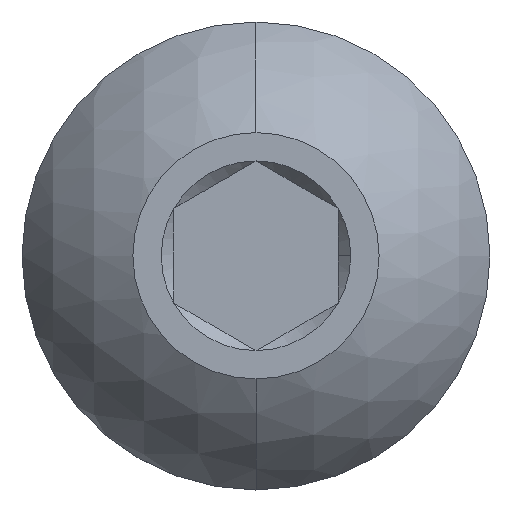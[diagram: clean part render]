
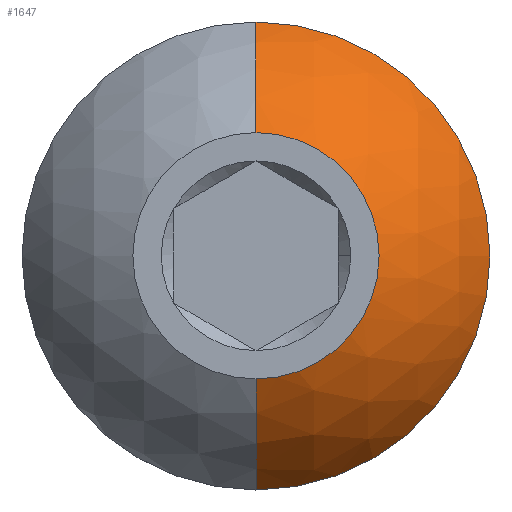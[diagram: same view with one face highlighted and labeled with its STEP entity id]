
A CAD part, top view. The second image highlights one B-rep face of the part: STEP entity #1647.
In plain terms, the highlighted spherical face has radius 3.172 mm.
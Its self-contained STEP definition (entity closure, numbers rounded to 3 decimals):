
#84 = VERTEX_POINT ( 'NONE', #5766 ) ;
#346 = ORIENTED_EDGE ( 'NONE', *, *, #1221, .T. ) ;
#377 = VERTEX_POINT ( 'NONE', #969 ) ;
#493 = AXIS2_PLACEMENT_3D ( 'NONE', #1438, #6511, #4473 ) ;
#533 = CARTESIAN_POINT ( 'NONE',  ( 0., -2.85, -1.403 ) ) ;
#718 = EDGE_CURVE ( 'NONE', #2930, #84, #5517, .T. ) ;
#733 = EDGE_CURVE ( 'NONE', #6128, #2930, #4154, .T. ) ;
#969 = CARTESIAN_POINT ( 'NONE',  ( 0., 1.5, 0. ) ) ;
#1058 = CIRCLE ( 'NONE', #3170, 1.5 ) ;
#1059 = CARTESIAN_POINT ( 'NONE',  ( 0., 0., 0. ) ) ;
#1221 = EDGE_CURVE ( 'NONE', #84, #377, #3495, .T. ) ;
#1438 = CARTESIAN_POINT ( 'NONE',  ( 0., 0., -2.795 ) ) ;
#1643 = ORIENTED_EDGE ( 'NONE', *, *, #1896, .F. ) ;
#1647 = ADVANCED_FACE ( 'NONE', ( #2195 ), #5176, .T. ) ;
#1796 = CARTESIAN_POINT ( 'NONE',  ( 0., 0., -1.403 ) ) ;
#1896 = EDGE_CURVE ( 'NONE', #6128, #4984, #3904, .T. ) ;
#2195 = FACE_OUTER_BOUND ( 'NONE', #4571, .T. ) ;
#2485 = DIRECTION ( 'NONE',  ( 1., 0., 0. ) ) ;
#2546 = CARTESIAN_POINT ( 'NONE',  ( 0., 0., -2.795 ) ) ;
#2579 = AXIS2_PLACEMENT_3D ( 'NONE', #3840, #5869, #5935 ) ;
#2699 = ORIENTED_EDGE ( 'NONE', *, *, #733, .T. ) ;
#2822 = DIRECTION ( 'NONE',  ( 0., 0., 1. ) ) ;
#2930 = VERTEX_POINT ( 'NONE', #5679 ) ;
#2972 = DIRECTION ( 'NONE',  ( 0., -1., 0. ) ) ;
#3170 = AXIS2_PLACEMENT_3D ( 'NONE', #1059, #6620, #5133 ) ;
#3495 = CIRCLE ( 'NONE', #493, 3.172 ) ;
#3840 = CARTESIAN_POINT ( 'NONE',  ( 0., 0., -1.403 ) ) ;
#3904 = CIRCLE ( 'NONE', #4834, 3.172 ) ;
#4154 = CIRCLE ( 'NONE', #2579, 2.85 ) ;
#4366 = DIRECTION ( 'NONE',  ( 1., 0., 0. ) ) ;
#4473 = DIRECTION ( 'NONE',  ( 0., 1., 0. ) ) ;
#4551 = ORIENTED_EDGE ( 'NONE', *, *, #718, .T. ) ;
#4571 = EDGE_LOOP ( 'NONE', ( #2699, #4551, #346, #6298, #1643 ) ) ;
#4633 = DIRECTION ( 'NONE',  ( 0., -1., 0. ) ) ;
#4646 = AXIS2_PLACEMENT_3D ( 'NONE', #5064, #2485, #2972 ) ;
#4775 = AXIS2_PLACEMENT_3D ( 'NONE', #1796, #2822, #4366 ) ;
#4834 = AXIS2_PLACEMENT_3D ( 'NONE', #2546, #6120, #4633 ) ;
#4984 = VERTEX_POINT ( 'NONE', #5608 ) ;
#5064 = CARTESIAN_POINT ( 'NONE',  ( 0., 0., -2.795 ) ) ;
#5133 = DIRECTION ( 'NONE',  ( 1., 0., 0. ) ) ;
#5176 = SPHERICAL_SURFACE ( 'NONE', #4646, 3.172 ) ;
#5517 = CIRCLE ( 'NONE', #4775, 2.85 ) ;
#5608 = CARTESIAN_POINT ( 'NONE',  ( 0., -1.5, 0. ) ) ;
#5679 = CARTESIAN_POINT ( 'NONE',  ( 2.85, 0., -1.403 ) ) ;
#5766 = CARTESIAN_POINT ( 'NONE',  ( 0., 2.85, -1.403 ) ) ;
#5869 = DIRECTION ( 'NONE',  ( 0., 0., 1. ) ) ;
#5935 = DIRECTION ( 'NONE',  ( 1., 0., 0. ) ) ;
#6120 = DIRECTION ( 'NONE',  ( -1., 0., 0. ) ) ;
#6128 = VERTEX_POINT ( 'NONE', #533 ) ;
#6141 = EDGE_CURVE ( 'NONE', #4984, #377, #1058, .T. ) ;
#6298 = ORIENTED_EDGE ( 'NONE', *, *, #6141, .F. ) ;
#6511 = DIRECTION ( 'NONE',  ( 1., 0., 0. ) ) ;
#6620 = DIRECTION ( 'NONE',  ( 0., 0., 1. ) ) ;
